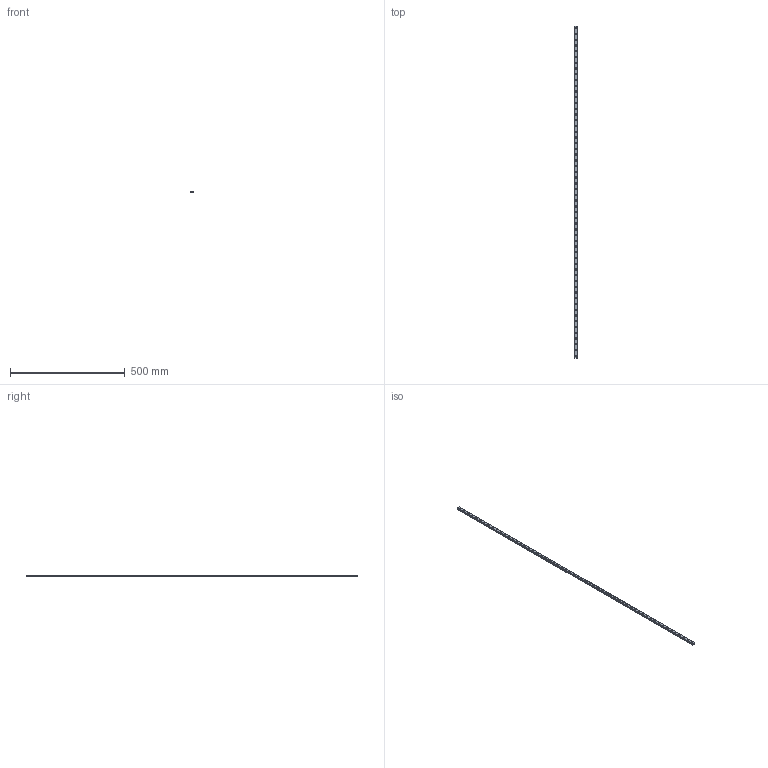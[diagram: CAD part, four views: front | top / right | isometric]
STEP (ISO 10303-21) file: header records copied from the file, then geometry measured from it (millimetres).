
FILE_DESCRIPTION(('STEP AP214'),'1');
FILE_NAME('cctmp_3D922DA5-4824-40E8-A972-993E0AA3B416_2021_02_19_10_07_57_0735..stp','2021-02-19T09:07:58',('HIWIN GmbH'),('CADClick - www.CADClick.com'),'Spatial InterOp 3D',' ','unknown authorization');
FILE_SCHEMA(('AUTOMOTIVE_DESIGN'));
Length unit declared in the file: millimetre
Products named in the file (1): MGNR12R1445CM_FILE
Bounding box: 12 x 1445 x 8 mm (x, y, z)
Volume: 123730.1 mm3; surface area: 71907.6 mm2
Topology: 1 solids, 1 shells, 617 faces, 1311 edges, 874 vertices
Faces by surface type: cylinder 364, plane 253
Entity records: 21913 total; most frequent: DIRECTION 3275, CARTESIAN_POINT 2803, ORIENTED_EDGE 2622, AXIS2_PLACEMENT_3D 1346, EDGE_CURVE 1311, VERTEX_POINT 874, EDGE_LOOP 795, CIRCLE 728
